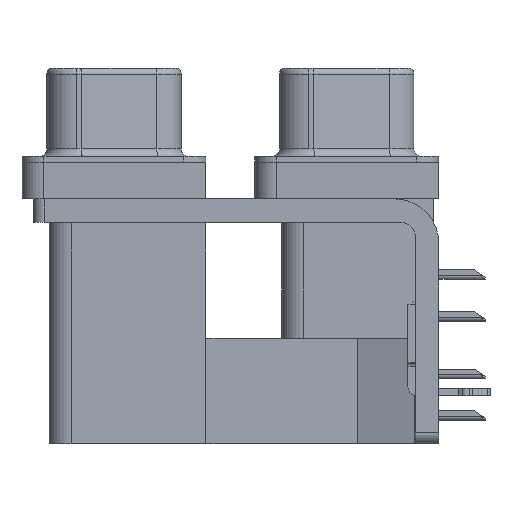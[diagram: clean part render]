
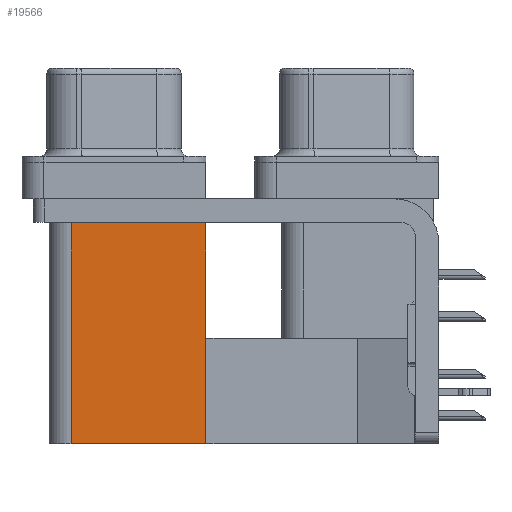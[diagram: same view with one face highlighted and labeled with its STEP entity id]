
A CAD part, left-side view. The second image highlights one B-rep face of the part: STEP entity #19566.
In plain terms, the highlighted planar face has unit normal (-1, 0, 0).
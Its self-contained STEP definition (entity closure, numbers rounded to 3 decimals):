
#857 = CARTESIAN_POINT ( 'NONE',  ( 3.79, 18.8, -19.2 ) ) ;
#2217 = EDGE_CURVE ( 'NONE', #6571, #9233, #5418, .T. ) ;
#2298 = CARTESIAN_POINT ( 'NONE',  ( 3.79, 18.8, -19.2 ) ) ;
#2663 = VERTEX_POINT ( 'NONE', #13013 ) ;
#3146 = DIRECTION ( 'NONE',  ( 0., 0., -1. ) ) ;
#3496 = CARTESIAN_POINT ( 'NONE',  ( 3.79, 9.6, -19.2 ) ) ;
#3693 = ORIENTED_EDGE ( 'NONE', *, *, #6966, .F. ) ;
#4801 = VERTEX_POINT ( 'NONE', #857 ) ;
#5163 = CARTESIAN_POINT ( 'NONE',  ( 3.79, 9.6, -2.5 ) ) ;
#5292 = DIRECTION ( 'NONE',  ( 0., 1., 0. ) ) ;
#5418 = LINE ( 'NONE', #5163, #12752 ) ;
#5552 = VECTOR ( 'NONE', #11255, 1000. ) ;
#5638 = LINE ( 'NONE', #2298, #24045 ) ;
#6571 = VERTEX_POINT ( 'NONE', #13785 ) ;
#6966 = EDGE_CURVE ( 'NONE', #4801, #9233, #5638, .T. ) ;
#6971 = EDGE_CURVE ( 'NONE', #2663, #4801, #9689, .T. ) ;
#9233 = VERTEX_POINT ( 'NONE', #24823 ) ;
#9362 = PLANE ( 'NONE',  #25131 ) ;
#9689 = LINE ( 'NONE', #11612, #13047 ) ;
#11255 = DIRECTION ( 'NONE',  ( 0., 0., 1. ) ) ;
#11612 = CARTESIAN_POINT ( 'NONE',  ( 3.79, 9.6, -19.2 ) ) ;
#11624 = ORIENTED_EDGE ( 'NONE', *, *, #6971, .F. ) ;
#12752 = VECTOR ( 'NONE', #5292, 1000. ) ;
#12797 = ORIENTED_EDGE ( 'NONE', *, *, #2217, .T. ) ;
#13013 = CARTESIAN_POINT ( 'NONE',  ( 3.79, 9.6, -19.2 ) ) ;
#13047 = VECTOR ( 'NONE', #23208, 1000. ) ;
#13324 = FACE_OUTER_BOUND ( 'NONE', #17156, .T. ) ;
#13785 = CARTESIAN_POINT ( 'NONE',  ( 3.79, 9.6, -2.5 ) ) ;
#16625 = CARTESIAN_POINT ( 'NONE',  ( 3.79, 9.6, -19.2 ) ) ;
#17156 = EDGE_LOOP ( 'NONE', ( #12797, #3693, #11624, #24368 ) ) ;
#18829 = EDGE_CURVE ( 'NONE', #2663, #6571, #20939, .T. ) ;
#19505 = DIRECTION ( 'NONE',  ( 0., 0., 1. ) ) ;
#19566 = ADVANCED_FACE ( 'NONE', ( #13324 ), #9362, .F. ) ;
#20939 = LINE ( 'NONE', #3496, #5552 ) ;
#22634 = DIRECTION ( 'NONE',  ( 1., 0., 0. ) ) ;
#23208 = DIRECTION ( 'NONE',  ( 0., 1., 0. ) ) ;
#24045 = VECTOR ( 'NONE', #19505, 1000. ) ;
#24368 = ORIENTED_EDGE ( 'NONE', *, *, #18829, .T. ) ;
#24823 = CARTESIAN_POINT ( 'NONE',  ( 3.79, 18.8, -2.5 ) ) ;
#25131 = AXIS2_PLACEMENT_3D ( 'NONE', #16625, #22634, #3146 ) ;
